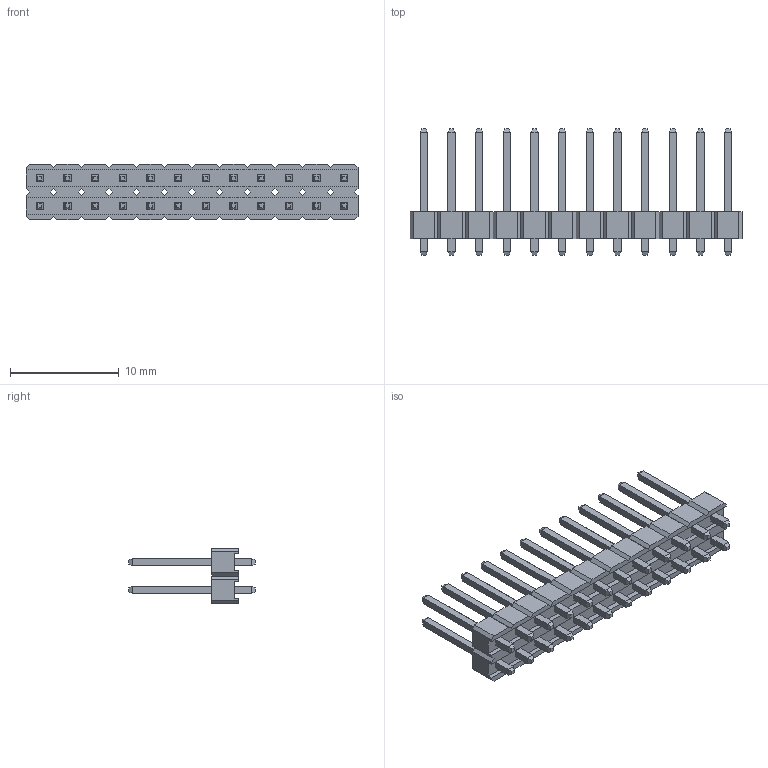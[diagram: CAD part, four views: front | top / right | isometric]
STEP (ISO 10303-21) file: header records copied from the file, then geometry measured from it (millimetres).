
FILE_DESCRIPTION (( 'STEP AP214' ), '1' );
FILE_NAME ('0.12_WA121643642680.step', '2005-12-16T09:36:08', ( 'sysAdmin' ), ( 'SolidWorks' ), 'SwSTEP 2.0', 'SolidWorks 2005254', '' );
FILE_SCHEMA (( 'AUTOMOTIVE_DESIGN' ));
Length unit declared in the file: millimetre
Products named in the file (1): 0.12_WA121643642680
Bounding box: 30.48 x 11.6 x 5.08 mm (x, y, z)
Volume: 429.2 mm3; surface area: 1164.4 mm2
Topology: 1 solids, 1 shells, 566 faces, 1356 edges, 840 vertices
Faces by surface type: plane 566
Entity records: 17345 total; most frequent: CARTESIAN_POINT 2763, ORIENTED_EDGE 2712, DIRECTION 2490, EDGE_CURVE 1356, LINE 1356, VECTOR 1356, VERTEX_POINT 840, EDGE_LOOP 636
